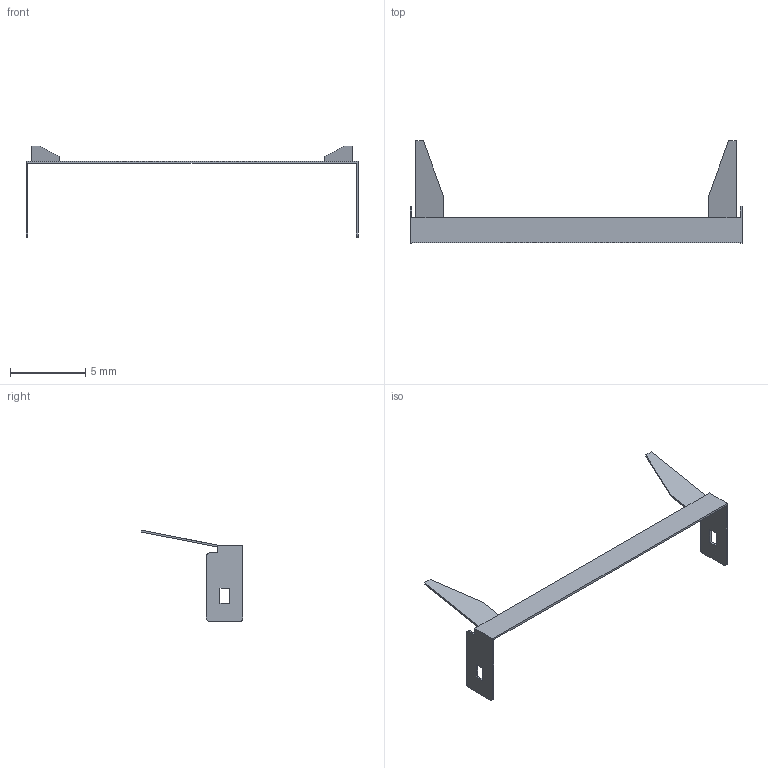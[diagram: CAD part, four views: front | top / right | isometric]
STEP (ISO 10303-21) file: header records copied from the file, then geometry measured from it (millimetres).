
FILE_DESCRIPTION(/* description */ ('UB_ill_metal-Illuminated Pushbuttons - Series UB, metal'),/* implementation_level */ '2;1');
FILE_NAME(/* name */ 'UBNK_metal_.ipt.step',/* time_stamp */ '2015-01-02T18:41:48-08:00',/* author */ ('Autodesk Inc.'),/* organization */ ('Autodesk Inc.'),/* preprocessor_version */ 'ST-DEVELOPER v15.6',/* originating_system */ 'Autodesk Inventor 2015',/* authorisation */ '');
FILE_SCHEMA (('AUTOMOTIVE_DESIGN { 1 0 10303 214 3 1 1 }'));
Length unit declared in the file: inch
Products named in the file (1): UBNK_metal_
Bounding box: 22 x 6.76 x 6.07 mm (x, y, z)
Volume: 9.3 mm3; surface area: 158.4 mm2
Topology: 1 solids, 1 shells, 40 faces, 110 edges, 72 vertices
Faces by surface type: plane 34, cylinder 6
Entity records: 1328 total; most frequent: CARTESIAN_POINT 223, ORIENTED_EDGE 220, DIRECTION 204, EDGE_CURVE 110, LINE 98, VECTOR 98, VERTEX_POINT 72, AXIS2_PLACEMENT_3D 53
